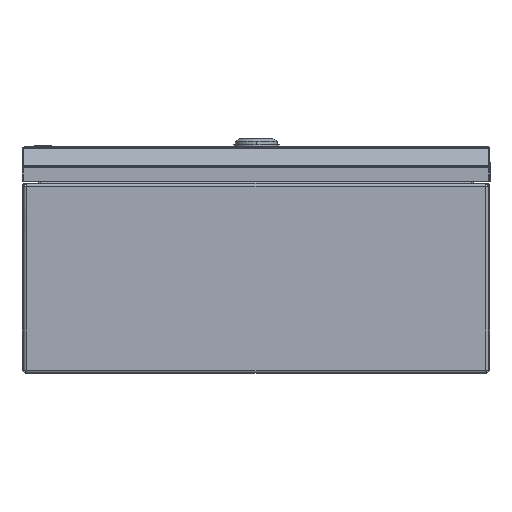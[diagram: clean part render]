
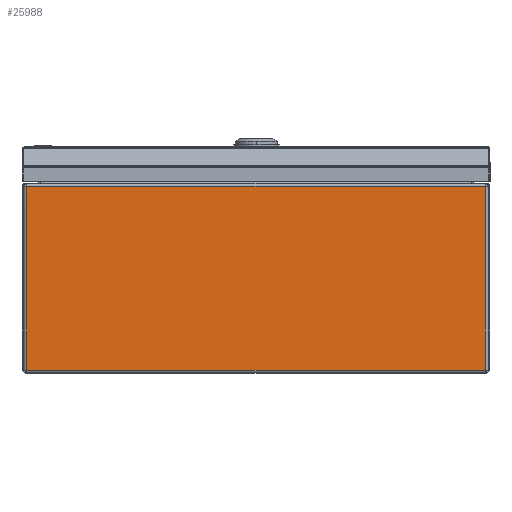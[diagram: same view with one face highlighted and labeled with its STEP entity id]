
A CAD part, left-side view. The second image highlights one B-rep face of the part: STEP entity #25988.
In plain terms, the highlighted planar face has unit normal (-1, 0, 0).
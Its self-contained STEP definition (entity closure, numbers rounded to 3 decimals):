
#584 = ORIENTED_EDGE ( 'NONE', *, *, #21676, .F. ) ;
#4000 = CARTESIAN_POINT ( 'NONE',  ( -156.583, -216.944, 1. ) ) ;
#4835 = EDGE_LOOP ( 'NONE', ( #27183, #15387, #584, #23380 ) ) ;
#5254 = EDGE_CURVE ( 'NONE', #23094, #21609, #20023, .T. ) ;
#5827 = DIRECTION ( 'NONE',  ( 0., 0., -1. ) ) ;
#6949 = CARTESIAN_POINT ( 'NONE',  ( -156.583, 89.056, 1. ) ) ;
#8732 = AXIS2_PLACEMENT_3D ( 'NONE', #24899, #18460, #5827 ) ;
#12770 = VECTOR ( 'NONE', #26934, 1000. ) ;
#13190 = EDGE_CURVE ( 'NONE', #21609, #15331, #13441, .T. ) ;
#13441 = LINE ( 'NONE', #16127, #12770 ) ;
#13712 = FACE_OUTER_BOUND ( 'NONE', #4835, .T. ) ;
#14737 = EDGE_CURVE ( 'NONE', #15331, #18261, #22959, .T. ) ;
#14896 = CARTESIAN_POINT ( 'NONE',  ( -156.583, -216.944, 122.7 ) ) ;
#15331 = VERTEX_POINT ( 'NONE', #22903 ) ;
#15387 = ORIENTED_EDGE ( 'NONE', *, *, #14737, .T. ) ;
#16127 = CARTESIAN_POINT ( 'NONE',  ( -156.583, -216.944, 122.7 ) ) ;
#16334 = PLANE ( 'NONE',  #8732 ) ;
#16396 = CARTESIAN_POINT ( 'NONE',  ( -156.583, -216.944, 1. ) ) ;
#16687 = VECTOR ( 'NONE', #24431, 1000. ) ;
#18261 = VERTEX_POINT ( 'NONE', #27227 ) ;
#18460 = DIRECTION ( 'NONE',  ( 1., 0., 0. ) ) ;
#18587 = CARTESIAN_POINT ( 'NONE',  ( -156.583, 87.056, 124.7 ) ) ;
#18886 = VECTOR ( 'NONE', #24004, 1000. ) ;
#20023 = LINE ( 'NONE', #4000, #16687 ) ;
#20761 = DIRECTION ( 'NONE',  ( 0., 0., -1. ) ) ;
#21609 = VERTEX_POINT ( 'NONE', #14896 ) ;
#21676 = EDGE_CURVE ( 'NONE', #23094, #18261, #24662, .T. ) ;
#22903 = CARTESIAN_POINT ( 'NONE',  ( -156.583, 87.056, 122.7 ) ) ;
#22959 = LINE ( 'NONE', #18587, #27337 ) ;
#23094 = VERTEX_POINT ( 'NONE', #16396 ) ;
#23380 = ORIENTED_EDGE ( 'NONE', *, *, #5254, .T. ) ;
#24004 = DIRECTION ( 'NONE',  ( 0., 1., 0. ) ) ;
#24431 = DIRECTION ( 'NONE',  ( 0., 0., 1. ) ) ;
#24662 = LINE ( 'NONE', #6949, #18886 ) ;
#24899 = CARTESIAN_POINT ( 'NONE',  ( -156.583, 89.056, 124.7 ) ) ;
#25988 = ADVANCED_FACE ( 'NONE', ( #13712 ), #16334, .F. ) ;
#26934 = DIRECTION ( 'NONE',  ( 0., 1., 0. ) ) ;
#27183 = ORIENTED_EDGE ( 'NONE', *, *, #13190, .T. ) ;
#27227 = CARTESIAN_POINT ( 'NONE',  ( -156.583, 87.056, 1. ) ) ;
#27337 = VECTOR ( 'NONE', #20761, 1000. ) ;
